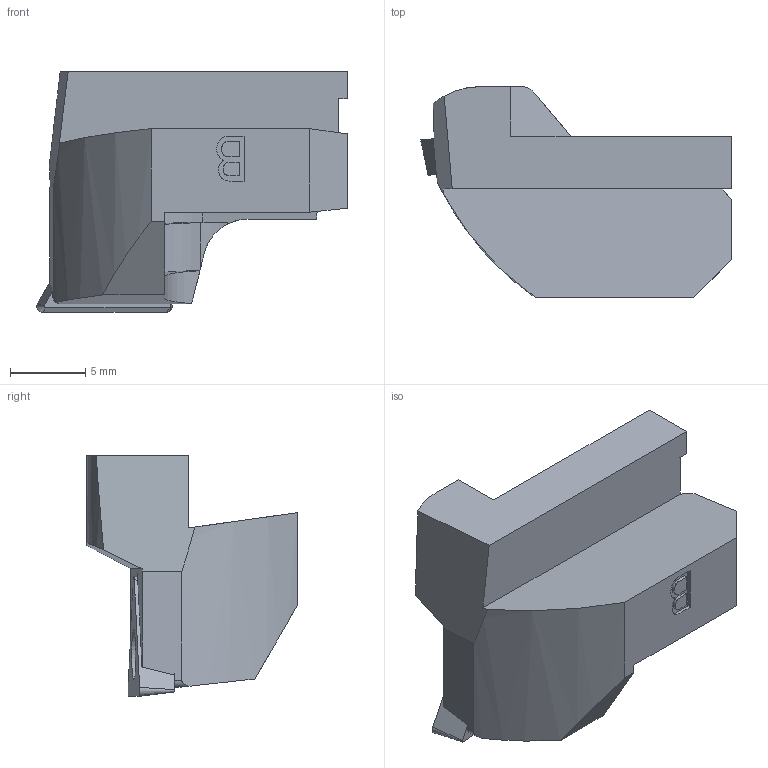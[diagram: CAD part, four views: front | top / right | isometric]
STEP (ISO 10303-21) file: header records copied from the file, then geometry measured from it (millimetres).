
FILE_DESCRIPTION(/* description */ (''),/* implementation_level */ '2;1');
FILE_NAME(/* name */ '1545043343445.stp',/* time_stamp */ '2018-12-17T11:42:39+01:00',/* author */ (''),/* organization */ ('SMS'),/* preprocessor_version */ 'ST-DEVELOPER v15',/* originating_system */ 'SIEMENS PLM Software NX 8.5',/* authorisation */ '');
FILE_SCHEMA (('AUTOMOTIVE_DESIGN { 1 0 10303 214 3 1 1 1 }'));
Length unit declared in the file: millimetre
Products named in the file (4): ASSEMBLY_CONSTRUCTION; IsoTurningInsert; 202021695mod000_00; 202021719mod000_00
Assembly tree (3 placements, depth 2):
  202021719mod000_00
    202021695mod000_00
    IsoTurningInsert
    ASSEMBLY_CONSTRUCTION
Bounding box: 20.65 x 14 x 16 mm (x, y, z)
Volume: 1611.7 mm3; surface area: 1319.9 mm2
Topology: 2 solids, 2 shells, 72 faces, 191 edges, 133 vertices
Faces by surface type: plane 44, cylinder 12, extrusion 6, cone 6, torus 4
Full cylindrical faces by diameter (mm): 2.5 x2
Entity records: 2553 total; most frequent: CARTESIAN_POINT 653, ORIENTED_EDGE 356, DIRECTION 354, EDGE_CURVE 178, VERTEX_POINT 122, VECTOR 118, AXIS2_PLACEMENT_3D 118, LINE 112
